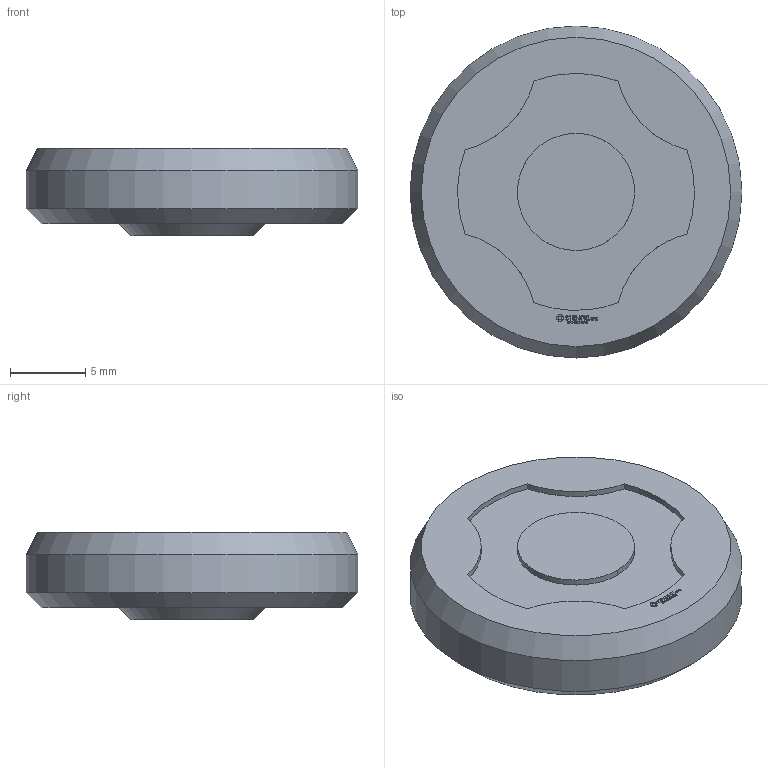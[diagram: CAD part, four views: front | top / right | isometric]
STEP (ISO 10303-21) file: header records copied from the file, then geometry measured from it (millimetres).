
FILE_DESCRIPTION(('FreeCAD Model'),'2;1');
FILE_NAME('Open CASCADE Shape Model','2023-11-04T23:56:51',(''),(''), 'Open CASCADE STEP processor 7.6','FreeCAD','Unknown');
FILE_SCHEMA(('AUTOMOTIVE_DESIGN { 1 0 10303 214 1 1 1 1 }'));
Length unit declared in the file: millimetre
Products named in the file (2): Ornament Bambulab A1 Extruder Wheel Icon STEMFIE Logotype - 
SPN-ORN-0002 (stemfie.org); Ornament Bambulab A1 Extruder Wheel Icon STEMFIE Logotype - 
SPN-ORN-0002 (stemfie.org) [body]
Assembly tree (1 placements, depth 2):
  Ornament Bambulab A1 Extruder Wheel Icon STEMFIE Logotype - 
SPN-ORN-0002 (stemfie.org)
    Ornament Bambulab A1 Extruder Wheel Icon STEMFIE Logotype - 
SPN-ORN-0002 (stemfie.org) [body]
Bounding box: 22 x 22 x 5.8 mm (x, y, z)
Volume: 1760 mm3; surface area: 1143 mm2
Topology: 1 solids, 1 shells, 520 faces, 1442 edges, 961 vertices
Faces by surface type: plane 321, extrusion 186, cone 7, cylinder 5, bspline 1
Full cylindrical faces by diameter (mm): 22 x1
Entity records: 35625 total; most frequent: CARTESIAN_POINT 7828, DIRECTION 4439, VECTOR 3709, LINE 3523, ORIENTED_EDGE 2884, PCURVE 2884, DEFINITIONAL_REPRESENTATION 2884, EDGE_CURVE 1442
